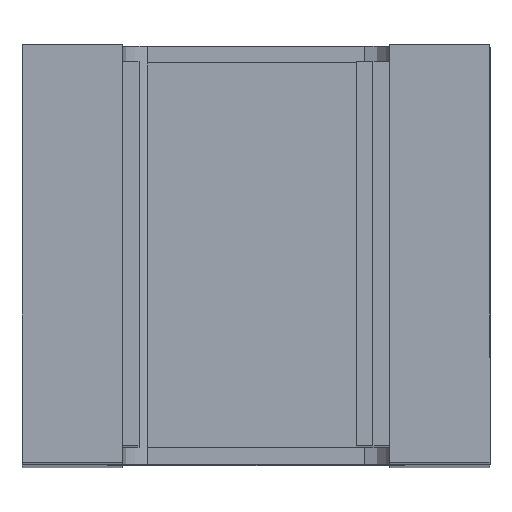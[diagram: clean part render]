
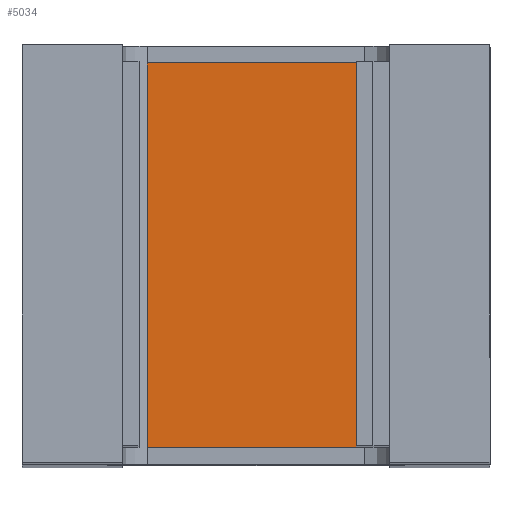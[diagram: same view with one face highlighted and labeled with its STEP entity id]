
A CAD part, top view. The second image highlights one B-rep face of the part: STEP entity #5034.
In plain terms, the highlighted planar face has unit normal (0, 0, 1).
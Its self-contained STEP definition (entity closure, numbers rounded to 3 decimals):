
#539 = CARTESIAN_POINT ( 'NONE',  ( 6.5, -11.5, 0.5 ) ) ;
#1466 = LINE ( 'NONE', #12933, #18212 ) ;
#1745 = DIRECTION ( 'NONE',  ( 0., 1., 0. ) ) ;
#3687 = DIRECTION ( 'NONE',  ( 0., 0., 1. ) ) ;
#5034 = ADVANCED_FACE ( 'NONE', ( #15263 ), #22029, .T. ) ;
#5265 = VERTEX_POINT ( 'NONE', #18880 ) ;
#5359 = ORIENTED_EDGE ( 'NONE', *, *, #25314, .T. ) ;
#7061 = CARTESIAN_POINT ( 'NONE',  ( -6.5, 11.5, 0.5 ) ) ;
#7984 = LINE ( 'NONE', #17977, #26486 ) ;
#8112 = DIRECTION ( 'NONE',  ( 0., -1., 0. ) ) ;
#10793 = VERTEX_POINT ( 'NONE', #539 ) ;
#10918 = DIRECTION ( 'NONE',  ( 1., 0., 0. ) ) ;
#12013 = CARTESIAN_POINT ( 'NONE',  ( -6.5, 11.5, 0.5 ) ) ;
#12062 = DIRECTION ( 'NONE',  ( -1., 0., 0. ) ) ;
#12212 = ORIENTED_EDGE ( 'NONE', *, *, #28581, .T. ) ;
#12933 = CARTESIAN_POINT ( 'NONE',  ( -6.5, 11.5, 0.5 ) ) ;
#13227 = EDGE_CURVE ( 'NONE', #15339, #10793, #7984, .T. ) ;
#15159 = VECTOR ( 'NONE', #12062, 1000. ) ;
#15263 = FACE_OUTER_BOUND ( 'NONE', #16258, .T. ) ;
#15339 = VERTEX_POINT ( 'NONE', #25107 ) ;
#16258 = EDGE_LOOP ( 'NONE', ( #17748, #12212, #5359, #22512 ) ) ;
#17050 = VECTOR ( 'NONE', #1745, 1000. ) ;
#17748 = ORIENTED_EDGE ( 'NONE', *, *, #26322, .T. ) ;
#17977 = CARTESIAN_POINT ( 'NONE',  ( -6.5, -11.5, 0.5 ) ) ;
#18212 = VECTOR ( 'NONE', #8112, 1000. ) ;
#18880 = CARTESIAN_POINT ( 'NONE',  ( 6.5, 11.5, 0.5 ) ) ;
#20254 = CARTESIAN_POINT ( 'NONE',  ( 6.5, 11.5, 0.5 ) ) ;
#22029 = PLANE ( 'NONE',  #28395 ) ;
#22512 = ORIENTED_EDGE ( 'NONE', *, *, #13227, .T. ) ;
#22631 = LINE ( 'NONE', #20254, #17050 ) ;
#24780 = CARTESIAN_POINT ( 'NONE',  ( 0., 0., 0.5 ) ) ;
#24785 = VERTEX_POINT ( 'NONE', #12013 ) ;
#25107 = CARTESIAN_POINT ( 'NONE',  ( -6.5, -11.5, 0.5 ) ) ;
#25181 = DIRECTION ( 'NONE',  ( 1., 0., 0. ) ) ;
#25314 = EDGE_CURVE ( 'NONE', #24785, #15339, #1466, .T. ) ;
#26322 = EDGE_CURVE ( 'NONE', #10793, #5265, #22631, .T. ) ;
#26486 = VECTOR ( 'NONE', #10918, 1000. ) ;
#28395 = AXIS2_PLACEMENT_3D ( 'NONE', #24780, #3687, #25181 ) ;
#28581 = EDGE_CURVE ( 'NONE', #5265, #24785, #30708, .T. ) ;
#30708 = LINE ( 'NONE', #7061, #15159 ) ;
